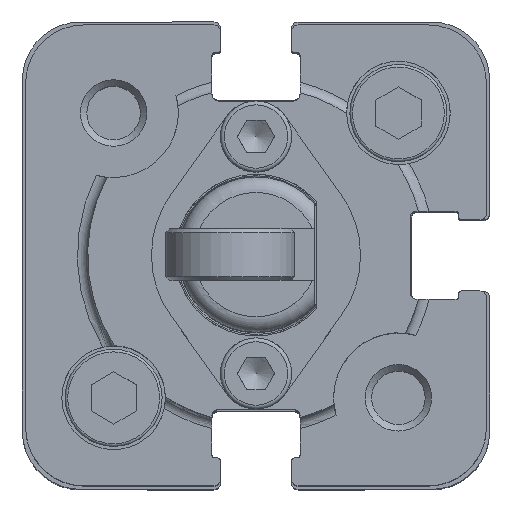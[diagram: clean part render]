
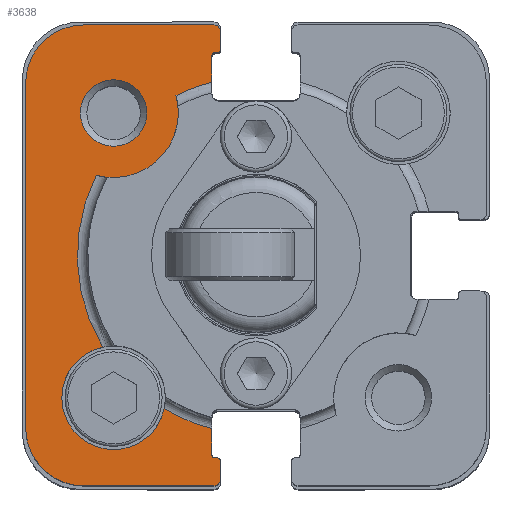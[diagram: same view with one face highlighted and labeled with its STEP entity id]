
A CAD part, top view. The second image highlights one B-rep face of the part: STEP entity #3638.
In plain terms, the highlighted planar face has unit normal (0, 0, 1).
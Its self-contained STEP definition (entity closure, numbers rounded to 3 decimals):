
#3431=CARTESIAN_POINT('',(-11.332,0.,47.3));
#3432=DIRECTION('',(0.0,0.0,1.0));
#3433=DIRECTION('',(1.0,0.0,0.0));
#3434=AXIS2_PLACEMENT_3D('',#3431,#3432,#3433);
#3435=PLANE('',#3434);
#3436=CARTESIAN_POINT('',(-12.338,6.182,47.3));
#3437=VERTEX_POINT('',#3436);
#3438=CARTESIAN_POINT('',(-6.182,12.338,47.3));
#3439=VERTEX_POINT('',#3438);
#3440=CARTESIAN_POINT('',(-11.0,11.0,47.3));
#3441=DIRECTION('',(0.0,0.0,1.0));
#3442=DIRECTION('',(1.0,0.0,0.0));
#3443=AXIS2_PLACEMENT_3D('',#3440,#3441,#3442);
#3444=CIRCLE('',#3443,5.0);
#3445=EDGE_CURVE('',#3437,#3439,#3444,.T.);
#3446=ORIENTED_EDGE('',*,*,#3445,.T.);
#3447=CARTESIAN_POINT('',(-3.4,13.375,47.3));
#3448=VERTEX_POINT('',#3447);
#3449=CARTESIAN_POINT('',(0.,0.,47.3));
#3450=DIRECTION('',(0.0,0.0,1.0));
#3451=DIRECTION('',(-0.365,0.931,0.0));
#3452=AXIS2_PLACEMENT_3D('',#3449,#3450,#3451);
#3453=CIRCLE('',#3452,13.8);
#3454=EDGE_CURVE('',#3448,#3439,#3453,.T.);
#3455=ORIENTED_EDGE('',*,*,#3454,.F.);
#3456=CARTESIAN_POINT('',(-3.4,15.45,47.3));
#3457=VERTEX_POINT('',#3456);
#3458=CARTESIAN_POINT('',(-3.4,15.45,47.3));
#3459=DIRECTION('',(0.0,-1.0,0.0));
#3460=VECTOR('',#3459,2.075);
#3461=LINE('',#3458,#3460);
#3462=EDGE_CURVE('',#3457,#3448,#3461,.T.);
#3463=ORIENTED_EDGE('',*,*,#3462,.F.);
#3464=CARTESIAN_POINT('',(-3.2,15.65,47.3));
#3465=VERTEX_POINT('',#3464);
#3466=CARTESIAN_POINT('',(-3.2,15.45,47.3));
#3467=DIRECTION('',(0.0,0.0,1.0));
#3468=DIRECTION('',(0.0,-1.0,0.0));
#3469=AXIS2_PLACEMENT_3D('',#3466,#3467,#3468);
#3470=CIRCLE('',#3469,0.2);
#3471=EDGE_CURVE('',#3465,#3457,#3470,.T.);
#3472=ORIENTED_EDGE('',*,*,#3471,.F.);
#3473=CARTESIAN_POINT('',(-2.95,15.65,47.3));
#3474=VERTEX_POINT('',#3473);
#3475=CARTESIAN_POINT('',(-2.95,15.65,47.3));
#3476=DIRECTION('',(-1.0,0.0,0.0));
#3477=VECTOR('',#3476,0.25);
#3478=LINE('',#3475,#3477);
#3479=EDGE_CURVE('',#3474,#3465,#3478,.T.);
#3480=ORIENTED_EDGE('',*,*,#3479,.F.);
#3481=CARTESIAN_POINT('',(-2.75,15.85,47.3));
#3482=VERTEX_POINT('',#3481);
#3483=CARTESIAN_POINT('',(-2.95,15.85,47.3));
#3484=DIRECTION('',(0.0,0.0,-1.0));
#3485=DIRECTION('',(0.0,-1.0,0.0));
#3486=AXIS2_PLACEMENT_3D('',#3483,#3484,#3485);
#3487=CIRCLE('',#3486,0.2);
#3488=EDGE_CURVE('',#3482,#3474,#3487,.T.);
#3489=ORIENTED_EDGE('',*,*,#3488,.F.);
#3490=CARTESIAN_POINT('',(-2.75,17.3,47.3));
#3491=VERTEX_POINT('',#3490);
#3492=CARTESIAN_POINT('',(-2.75,17.3,47.3));
#3493=DIRECTION('',(0.0,-1.0,0.0));
#3494=VECTOR('',#3493,1.45);
#3495=LINE('',#3492,#3494);
#3496=EDGE_CURVE('',#3491,#3482,#3495,.T.);
#3497=ORIENTED_EDGE('',*,*,#3496,.F.);
#3498=CARTESIAN_POINT('',(-3.25,17.8,47.3));
#3499=VERTEX_POINT('',#3498);
#3500=CARTESIAN_POINT('',(-3.25,17.3,47.3));
#3501=DIRECTION('',(0.0,0.0,-1.0));
#3502=DIRECTION('',(1.0,0.0,0.0));
#3503=AXIS2_PLACEMENT_3D('',#3500,#3501,#3502);
#3504=CIRCLE('',#3503,0.5);
#3505=EDGE_CURVE('',#3499,#3491,#3504,.T.);
#3506=ORIENTED_EDGE('',*,*,#3505,.F.);
#3507=CARTESIAN_POINT('',(-13.3,17.8,47.3));
#3508=VERTEX_POINT('',#3507);
#3509=CARTESIAN_POINT('',(-13.3,17.8,47.3));
#3510=DIRECTION('',(1.0,0.0,0.0));
#3511=VECTOR('',#3510,10.05);
#3512=LINE('',#3509,#3511);
#3513=EDGE_CURVE('',#3508,#3499,#3512,.T.);
#3514=ORIENTED_EDGE('',*,*,#3513,.F.);
#3515=CARTESIAN_POINT('',(-17.8,13.3,47.3));
#3516=VERTEX_POINT('',#3515);
#3517=CARTESIAN_POINT('',(-13.3,13.3,47.3));
#3518=DIRECTION('',(0.0,0.0,-1.0));
#3519=DIRECTION('',(0.0,1.0,0.0));
#3520=AXIS2_PLACEMENT_3D('',#3517,#3518,#3519);
#3521=CIRCLE('',#3520,4.5);
#3522=EDGE_CURVE('',#3516,#3508,#3521,.T.);
#3523=ORIENTED_EDGE('',*,*,#3522,.F.);
#3524=CARTESIAN_POINT('',(-17.8,-13.3,47.3));
#3525=VERTEX_POINT('',#3524);
#3526=CARTESIAN_POINT('',(-17.8,-13.3,47.3));
#3527=DIRECTION('',(0.0,1.0,0.0));
#3528=VECTOR('',#3527,26.6);
#3529=LINE('',#3526,#3528);
#3530=EDGE_CURVE('',#3525,#3516,#3529,.T.);
#3531=ORIENTED_EDGE('',*,*,#3530,.F.);
#3532=CARTESIAN_POINT('',(-13.3,-17.8,47.3));
#3533=VERTEX_POINT('',#3532);
#3534=CARTESIAN_POINT('',(-13.3,-13.3,47.3));
#3535=DIRECTION('',(0.0,0.0,-1.0));
#3536=DIRECTION('',(-1.0,0.0,0.0));
#3537=AXIS2_PLACEMENT_3D('',#3534,#3535,#3536);
#3538=CIRCLE('',#3537,4.5);
#3539=EDGE_CURVE('',#3533,#3525,#3538,.T.);
#3540=ORIENTED_EDGE('',*,*,#3539,.F.);
#3541=CARTESIAN_POINT('',(-3.25,-17.8,47.3));
#3542=VERTEX_POINT('',#3541);
#3543=CARTESIAN_POINT('',(-3.25,-17.8,47.3));
#3544=DIRECTION('',(-1.0,0.0,0.0));
#3545=VECTOR('',#3544,10.05);
#3546=LINE('',#3543,#3545);
#3547=EDGE_CURVE('',#3542,#3533,#3546,.T.);
#3548=ORIENTED_EDGE('',*,*,#3547,.F.);
#3549=CARTESIAN_POINT('',(-2.75,-17.3,47.3));
#3550=VERTEX_POINT('',#3549);
#3551=CARTESIAN_POINT('',(-3.25,-17.3,47.3));
#3552=DIRECTION('',(0.0,0.0,-1.0));
#3553=DIRECTION('',(0.0,-1.0,0.0));
#3554=AXIS2_PLACEMENT_3D('',#3551,#3552,#3553);
#3555=CIRCLE('',#3554,0.5);
#3556=EDGE_CURVE('',#3550,#3542,#3555,.T.);
#3557=ORIENTED_EDGE('',*,*,#3556,.F.);
#3558=CARTESIAN_POINT('',(-2.75,-15.85,47.3));
#3559=VERTEX_POINT('',#3558);
#3560=CARTESIAN_POINT('',(-2.75,-15.85,47.3));
#3561=DIRECTION('',(0.0,-1.0,0.0));
#3562=VECTOR('',#3561,1.45);
#3563=LINE('',#3560,#3562);
#3564=EDGE_CURVE('',#3559,#3550,#3563,.T.);
#3565=ORIENTED_EDGE('',*,*,#3564,.F.);
#3566=CARTESIAN_POINT('',(-2.95,-15.65,47.3));
#3567=VERTEX_POINT('',#3566);
#3568=CARTESIAN_POINT('',(-2.95,-15.85,47.3));
#3569=DIRECTION('',(0.0,0.0,-1.0));
#3570=DIRECTION('',(1.0,0.0,0.0));
#3571=AXIS2_PLACEMENT_3D('',#3568,#3569,#3570);
#3572=CIRCLE('',#3571,0.2);
#3573=EDGE_CURVE('',#3567,#3559,#3572,.T.);
#3574=ORIENTED_EDGE('',*,*,#3573,.F.);
#3575=CARTESIAN_POINT('',(-3.2,-15.65,47.3));
#3576=VERTEX_POINT('',#3575);
#3577=CARTESIAN_POINT('',(-3.2,-15.65,47.3));
#3578=DIRECTION('',(1.0,0.0,0.0));
#3579=VECTOR('',#3578,0.25);
#3580=LINE('',#3577,#3579);
#3581=EDGE_CURVE('',#3576,#3567,#3580,.T.);
#3582=ORIENTED_EDGE('',*,*,#3581,.F.);
#3583=CARTESIAN_POINT('',(-3.4,-15.45,47.3));
#3584=VERTEX_POINT('',#3583);
#3585=CARTESIAN_POINT('',(-3.2,-15.45,47.3));
#3586=DIRECTION('',(0.0,0.0,1.0));
#3587=DIRECTION('',(1.0,0.0,0.0));
#3588=AXIS2_PLACEMENT_3D('',#3585,#3586,#3587);
#3589=CIRCLE('',#3588,0.2);
#3590=EDGE_CURVE('',#3584,#3576,#3589,.T.);
#3591=ORIENTED_EDGE('',*,*,#3590,.F.);
#3592=CARTESIAN_POINT('',(-3.4,-13.375,47.3));
#3593=VERTEX_POINT('',#3592);
#3594=CARTESIAN_POINT('',(-3.4,-13.375,47.3));
#3595=DIRECTION('',(0.0,-1.0,0.0));
#3596=VECTOR('',#3595,2.075);
#3597=LINE('',#3594,#3596);
#3598=EDGE_CURVE('',#3593,#3584,#3597,.T.);
#3599=ORIENTED_EDGE('',*,*,#3598,.F.);
#3600=CARTESIAN_POINT('',(-7.089,-11.84,47.3));
#3601=VERTEX_POINT('',#3600);
#3602=CARTESIAN_POINT('',(0.,0.,47.3));
#3603=DIRECTION('',(0.0,0.0,1.0));
#3604=DIRECTION('',(-0.405,-0.914,0.0));
#3605=AXIS2_PLACEMENT_3D('',#3602,#3603,#3604);
#3606=CIRCLE('',#3605,13.8);
#3607=EDGE_CURVE('',#3601,#3593,#3606,.T.);
#3608=ORIENTED_EDGE('',*,*,#3607,.F.);
#3609=CARTESIAN_POINT('',(-11.84,-7.089,47.3));
#3610=VERTEX_POINT('',#3609);
#3611=CARTESIAN_POINT('',(-11.0,-11.0,47.3));
#3612=DIRECTION('',(0.0,0.0,-1.0));
#3613=DIRECTION('',(1.0,0.0,0.0));
#3614=AXIS2_PLACEMENT_3D('',#3611,#3612,#3613);
#3615=CIRCLE('',#3614,4.0);
#3616=EDGE_CURVE('',#3601,#3610,#3615,.T.);
#3617=ORIENTED_EDGE('',*,*,#3616,.T.);
#3618=CARTESIAN_POINT('',(0.,0.,47.3));
#3619=DIRECTION('',(0.0,0.0,1.0));
#3620=DIRECTION('',(-0.999,-0.043,0.0));
#3621=AXIS2_PLACEMENT_3D('',#3618,#3619,#3620);
#3622=CIRCLE('',#3621,13.8);
#3623=EDGE_CURVE('',#3437,#3610,#3622,.T.);
#3624=ORIENTED_EDGE('',*,*,#3623,.F.);
#3625=EDGE_LOOP('',(#3446,#3455,#3463,#3472,#3480,#3489,#3497,#3506,#3514,#3523,#3531,#3540,#3548,#3557,#3565,#3574,#3582,#3591,#3599,#3608,#3617,#3624));
#3626=FACE_OUTER_BOUND('',#3625,.T.);
#3627=CARTESIAN_POINT('',(-13.567,11.,47.3));
#3628=VERTEX_POINT('',#3627);
#3629=CARTESIAN_POINT('',(-11.0,11.0,47.3));
#3630=DIRECTION('',(0.0,0.0,1.0));
#3631=DIRECTION('',(1.0,0.0,0.0));
#3632=AXIS2_PLACEMENT_3D('',#3629,#3630,#3631);
#3633=CIRCLE('',#3632,2.567);
#3634=EDGE_CURVE('',#3628,#3628,#3633,.T.);
#3635=ORIENTED_EDGE('',*,*,#3634,.F.);
#3636=EDGE_LOOP('',(#3635));
#3637=FACE_BOUND('',#3636,.T.);
#3638=ADVANCED_FACE('',(#3626,#3637),#3435,.T.);
